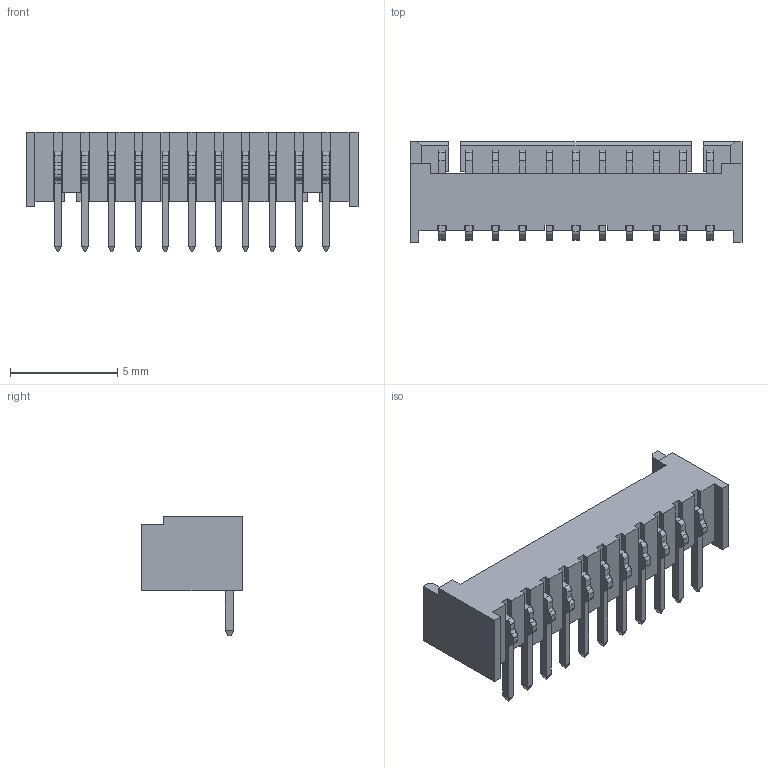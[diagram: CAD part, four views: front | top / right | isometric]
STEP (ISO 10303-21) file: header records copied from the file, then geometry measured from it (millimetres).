
FILE_DESCRIPTION((''),'2;1');
FILE_NAME('FWF12507-S06B24W5B','2025-09-29T',('工程三'),(''),'PRO/ENGINEER BY PARAMETRIC TECHNOLOGY CORPORATION, 2010280','PRO/ENGINEER BY PARAMETRIC TECHNOLOGY CORPORATION, 2010280','');
FILE_SCHEMA(('CONFIG_CONTROL_DESIGN'));
Length unit declared in the file: millimetre
Products named in the file (1): FWF12507-S06B24W5B
Bounding box: 15.5 x 4.7 x 5.6 mm (x, y, z)
Volume: 103.3 mm3; surface area: 452.6 mm2
Topology: 1 solids, 1 shells, 389 faces, 1050 edges, 674 vertices
Faces by surface type: plane 312, cylinder 77
Entity records: 12032 total; most frequent: CARTESIAN_POINT 2113, ORIENTED_EDGE 2100, DIRECTION 1982, EDGE_CURVE 1050, VECTOR 896, LINE 896, VERTEX_POINT 674, AXIS2_PLACEMENT_3D 543
